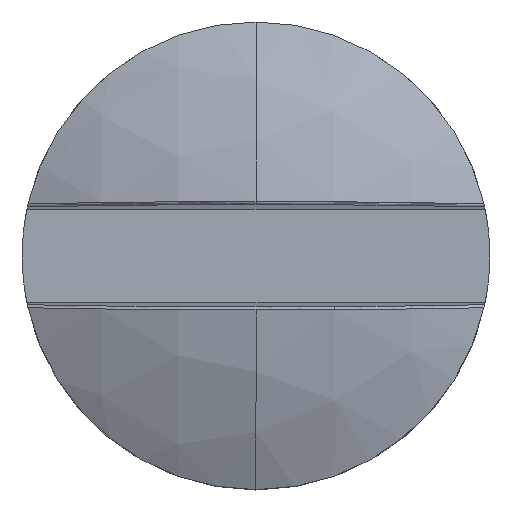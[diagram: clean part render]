
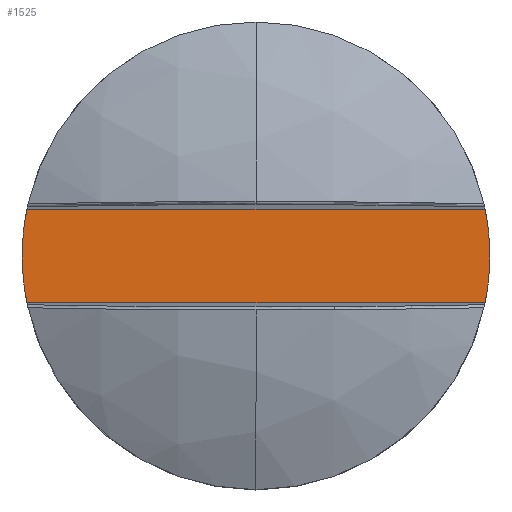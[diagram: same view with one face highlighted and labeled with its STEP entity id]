
A CAD part, top view. The second image highlights one B-rep face of the part: STEP entity #1525.
In plain terms, the highlighted planar face has unit normal (0, 0, 1).
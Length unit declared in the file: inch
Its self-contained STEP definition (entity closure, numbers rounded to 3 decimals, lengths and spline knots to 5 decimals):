
#13 = ORIENTED_EDGE ( 'NONE', *, *, #362, .F. ) ;
#114 = LINE ( 'NONE', #2915, #1486 ) ;
#185 = EDGE_CURVE ( 'NONE', #430, #427, #934, .T. ) ;
#223 = AXIS2_PLACEMENT_3D ( 'NONE', #1396, #1864, #2370 ) ;
#230 = CARTESIAN_POINT ( 'NONE',  ( 0., 0., 0.16695 ) ) ;
#246 = DIRECTION ( 'NONE',  ( 0., 0., -1. ) ) ;
#275 = DIRECTION ( 'NONE',  ( 1., 0., 0. ) ) ;
#362 = EDGE_CURVE ( 'NONE', #2408, #430, #1245, .T. ) ;
#372 = AXIS2_PLACEMENT_3D ( 'NONE', #2406, #3136, #419 ) ;
#374 = CARTESIAN_POINT ( 'NONE',  ( -0.08966, 0.01826, 0.16695 ) ) ;
#419 = DIRECTION ( 'NONE',  ( -1., 0., 0. ) ) ;
#427 = VERTEX_POINT ( 'NONE', #2350 ) ;
#430 = VERTEX_POINT ( 'NONE', #374 ) ;
#433 = ORIENTED_EDGE ( 'NONE', *, *, #1066, .F. ) ;
#476 = CARTESIAN_POINT ( 'NONE',  ( -0.0915, 0., 0.16695 ) ) ;
#487 = DIRECTION ( 'NONE',  ( 1., 0., 0. ) ) ;
#612 = CIRCLE ( 'NONE', #223, 0.0915 ) ;
#742 = AXIS2_PLACEMENT_3D ( 'NONE', #230, #246, #1958 ) ;
#759 = DIRECTION ( 'NONE',  ( 0., 0., -1. ) ) ;
#873 = DIRECTION ( 'NONE',  ( -1., 0., 0. ) ) ;
#922 = CIRCLE ( 'NONE', #742, 0.0915 ) ;
#934 = LINE ( 'NONE', #2276, #1668 ) ;
#1066 = EDGE_CURVE ( 'NONE', #2253, #2408, #922, .T. ) ;
#1147 = EDGE_CURVE ( 'NONE', #427, #2297, #2322, .T. ) ;
#1245 = CIRCLE ( 'NONE', #2523, 0.0915 ) ;
#1396 = CARTESIAN_POINT ( 'NONE',  ( 0., 0., 0.16695 ) ) ;
#1486 = VECTOR ( 'NONE', #487, 39.37008 ) ;
#1525 = ADVANCED_FACE ( 'NONE', ( #2846 ), #3174, .F. ) ;
#1634 = ORIENTED_EDGE ( 'NONE', *, *, #185, .F. ) ;
#1636 = EDGE_CURVE ( 'NONE', #2253, #1790, #114, .T. ) ;
#1668 = VECTOR ( 'NONE', #275, 39.37008 ) ;
#1761 = AXIS2_PLACEMENT_3D ( 'NONE', #3219, #759, #2477 ) ;
#1790 = VERTEX_POINT ( 'NONE', #2264 ) ;
#1864 = DIRECTION ( 'NONE',  ( 0., 0., -1. ) ) ;
#1868 = CARTESIAN_POINT ( 'NONE',  ( 0., 0., 0.16695 ) ) ;
#1892 = EDGE_LOOP ( 'NONE', ( #1634, #13, #433, #3163, #2172, #2886 ) ) ;
#1908 = CARTESIAN_POINT ( 'NONE',  ( 0.0915, 0., 0.16695 ) ) ;
#1958 = DIRECTION ( 'NONE',  ( -1., 0., 0. ) ) ;
#2172 = ORIENTED_EDGE ( 'NONE', *, *, #2206, .F. ) ;
#2206 = EDGE_CURVE ( 'NONE', #2297, #1790, #612, .T. ) ;
#2253 = VERTEX_POINT ( 'NONE', #2638 ) ;
#2264 = CARTESIAN_POINT ( 'NONE',  ( 0.08966, -0.01826, 0.16695 ) ) ;
#2276 = CARTESIAN_POINT ( 'NONE',  ( -0.0915, 0.01826, 0.16695 ) ) ;
#2297 = VERTEX_POINT ( 'NONE', #1908 ) ;
#2322 = CIRCLE ( 'NONE', #1761, 0.0915 ) ;
#2350 = CARTESIAN_POINT ( 'NONE',  ( 0.08966, 0.01826, 0.16695 ) ) ;
#2370 = DIRECTION ( 'NONE',  ( -1., 0., 0. ) ) ;
#2406 = CARTESIAN_POINT ( 'NONE',  ( -0.0915, 0.01826, 0.16695 ) ) ;
#2408 = VERTEX_POINT ( 'NONE', #476 ) ;
#2477 = DIRECTION ( 'NONE',  ( -1., 0., 0. ) ) ;
#2523 = AXIS2_PLACEMENT_3D ( 'NONE', #1868, #2622, #873 ) ;
#2622 = DIRECTION ( 'NONE',  ( 0., 0., -1. ) ) ;
#2638 = CARTESIAN_POINT ( 'NONE',  ( -0.08966, -0.01826, 0.16695 ) ) ;
#2846 = FACE_OUTER_BOUND ( 'NONE', #1892, .T. ) ;
#2886 = ORIENTED_EDGE ( 'NONE', *, *, #1147, .F. ) ;
#2915 = CARTESIAN_POINT ( 'NONE',  ( -0.0915, -0.01826, 0.16695 ) ) ;
#3136 = DIRECTION ( 'NONE',  ( 0., 0., -1. ) ) ;
#3163 = ORIENTED_EDGE ( 'NONE', *, *, #1636, .T. ) ;
#3174 = PLANE ( 'NONE',  #372 ) ;
#3219 = CARTESIAN_POINT ( 'NONE',  ( 0., 0., 0.16695 ) ) ;
